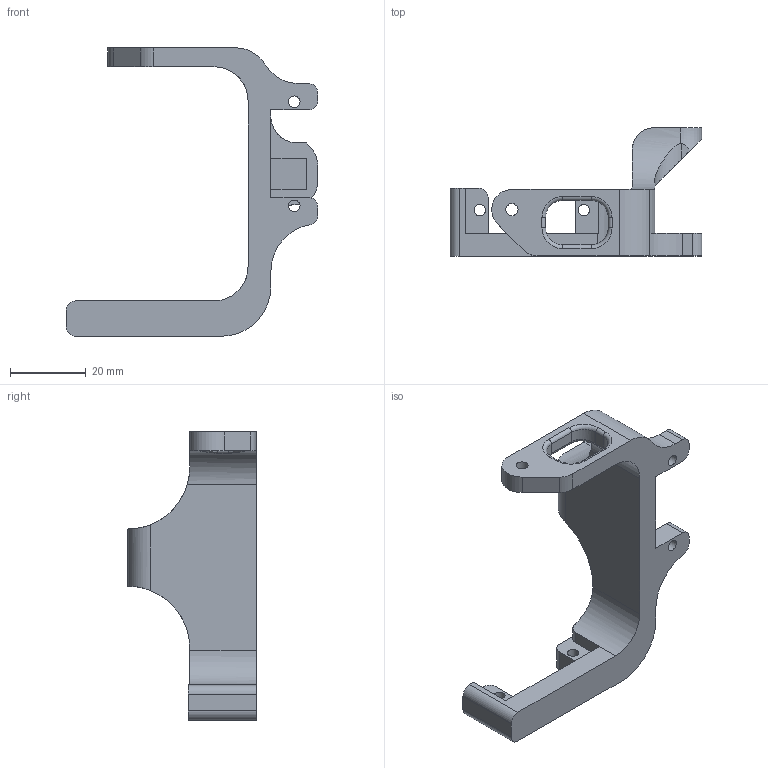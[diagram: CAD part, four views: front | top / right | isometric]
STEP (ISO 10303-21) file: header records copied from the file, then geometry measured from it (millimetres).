
FILE_DESCRIPTION(/* description */ (''),/* implementation_level */ '2;1');
FILE_NAME(/* name */ 'Gimbal Secondary Arm.step',/* time_stamp */ '2021-05-26T02:21:45+02:00',/* author */ (''),/* organization */ (''),/* preprocessor_version */ 'ST-DEVELOPER v18.1',/* originating_system */ 'Autodesk Translation Framework v10.9.0.1377',/* authorisation */ '');
FILE_SCHEMA (('AUTOMOTIVE_DESIGN { 1 0 10303 214 3 1 1 }'));
Length unit declared in the file: millimetre
Products named in the file (1): Gimbal Secondary Arm
Bounding box: 66.4 x 33.9 x 76.1 mm (x, y, z)
Volume: 19131.6 mm3; surface area: 9301.9 mm2
Topology: 1 solids, 1 shells, 92 faces, 252 edges, 162 vertices
Faces by surface type: cylinder 41, plane 39, torus 10, bspline 2
Full cylindrical faces by diameter (mm): 3 x4, 3.2 x1, 3.5 x1
Entity records: 3118 total; most frequent: CARTESIAN_POINT 674, DIRECTION 512, ORIENTED_EDGE 504, EDGE_CURVE 252, AXIS2_PLACEMENT_3D 186, VERTEX_POINT 162, LINE 140, VECTOR 140
